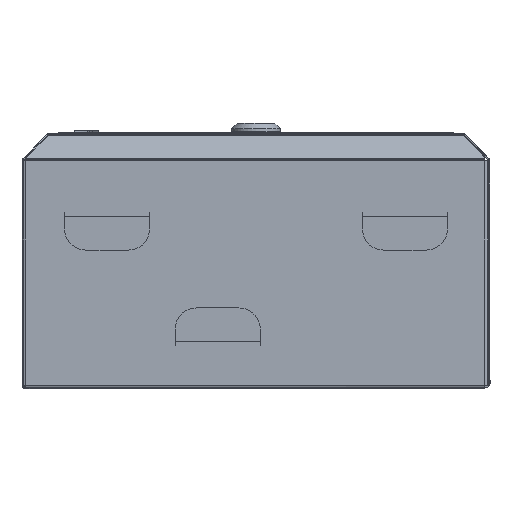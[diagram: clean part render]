
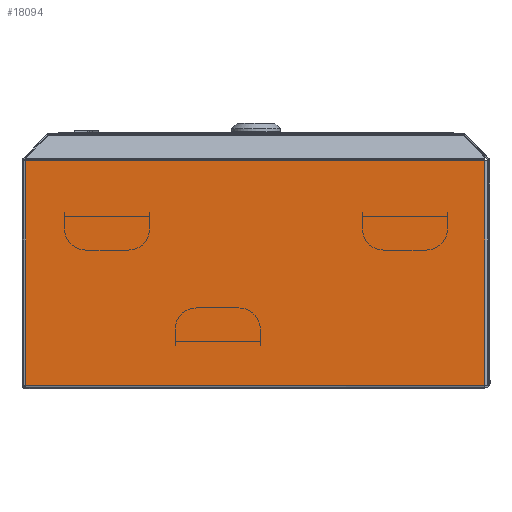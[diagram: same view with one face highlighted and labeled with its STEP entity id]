
A CAD part, left-side view. The second image highlights one B-rep face of the part: STEP entity #18094.
In plain terms, the highlighted face is planar.
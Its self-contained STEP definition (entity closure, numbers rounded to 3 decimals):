
#403 = EDGE_CURVE ( 'NONE', #18774, #9774, #23070, .T. ) ;
#1121 = LINE ( 'NONE', #6245, #13526 ) ;
#1262 = EDGE_CURVE ( 'NONE', #25712, #24356, #23485, .T. ) ;
#2516 = ORIENTED_EDGE ( 'NONE', *, *, #21400, .T. ) ;
#2676 = DIRECTION ( 'NONE',  ( 1., 0., 0. ) ) ;
#2852 = AXIS2_PLACEMENT_3D ( 'NONE', #8218, #18182, #3376 ) ;
#3376 = DIRECTION ( 'NONE',  ( 0., 0., 1. ) ) ;
#4379 = CARTESIAN_POINT ( 'NONE',  ( -1.7, 400., 105.4 ) ) ;
#4605 = CARTESIAN_POINT ( 'NONE',  ( -217.6, 400., 0. ) ) ;
#6245 = CARTESIAN_POINT ( 'NONE',  ( 0., 400., 105.4 ) ) ;
#6361 = CARTESIAN_POINT ( 'NONE',  ( -217.6, 400., 105.4 ) ) ;
#7315 = ORIENTED_EDGE ( 'NONE', *, *, #1262, .F. ) ;
#7721 = CARTESIAN_POINT ( 'NONE',  ( -217.6, 400., 105.4 ) ) ;
#8069 = EDGE_LOOP ( 'NONE', ( #29800, #7315, #2516, #9744 ) ) ;
#8218 = CARTESIAN_POINT ( 'NONE',  ( 0., 400., 105.4 ) ) ;
#9458 = VECTOR ( 'NONE', #2676, 1000. ) ;
#9744 = ORIENTED_EDGE ( 'NONE', *, *, #403, .T. ) ;
#9774 = VERTEX_POINT ( 'NONE', #14397 ) ;
#9924 = VECTOR ( 'NONE', #14613, 1000. ) ;
#9933 = EDGE_CURVE ( 'NONE', #24356, #9774, #16046, .T. ) ;
#11133 = VECTOR ( 'NONE', #22643, 1000. ) ;
#12543 = CARTESIAN_POINT ( 'NONE',  ( 0., 400., 0. ) ) ;
#13217 = PLANE ( 'NONE',  #2852 ) ;
#13526 = VECTOR ( 'NONE', #28399, 1000. ) ;
#14397 = CARTESIAN_POINT ( 'NONE',  ( -1.7, 400., 0. ) ) ;
#14613 = DIRECTION ( 'NONE',  ( 0., 0., -1. ) ) ;
#16046 = LINE ( 'NONE', #12543, #9458 ) ;
#18094 = ADVANCED_FACE ( 'NONE', ( #31540 ), #13217, .T. ) ;
#18182 = DIRECTION ( 'NONE',  ( 0., 1., 0. ) ) ;
#18774 = VERTEX_POINT ( 'NONE', #28171 ) ;
#21400 = EDGE_CURVE ( 'NONE', #25712, #18774, #1121, .T. ) ;
#22643 = DIRECTION ( 'NONE',  ( 0., 0., -1. ) ) ;
#23070 = LINE ( 'NONE', #4379, #9924 ) ;
#23485 = LINE ( 'NONE', #7721, #11133 ) ;
#24356 = VERTEX_POINT ( 'NONE', #4605 ) ;
#25712 = VERTEX_POINT ( 'NONE', #6361 ) ;
#28171 = CARTESIAN_POINT ( 'NONE',  ( -1.7, 400., 105.4 ) ) ;
#28399 = DIRECTION ( 'NONE',  ( 1., 0., 0. ) ) ;
#29800 = ORIENTED_EDGE ( 'NONE', *, *, #9933, .F. ) ;
#31540 = FACE_OUTER_BOUND ( 'NONE', #8069, .T. ) ;
